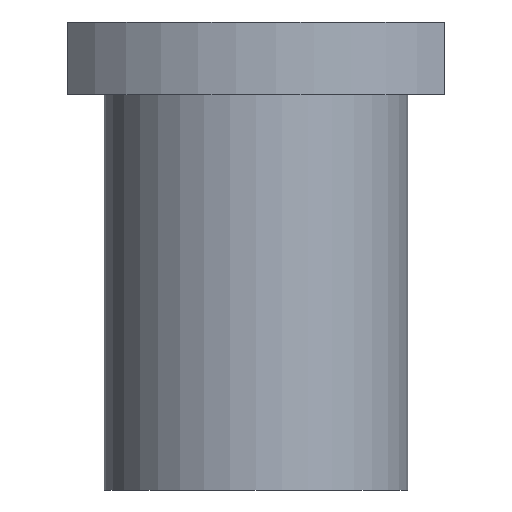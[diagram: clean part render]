
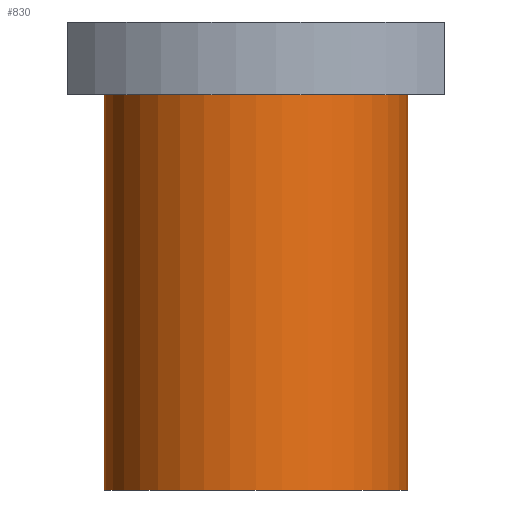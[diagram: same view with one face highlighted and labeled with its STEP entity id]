
A CAD part, front view. The second image highlights one B-rep face of the part: STEP entity #830.
In plain terms, the highlighted cylindrical face has radius 25 mm (diameter 50 mm), a partial arc.
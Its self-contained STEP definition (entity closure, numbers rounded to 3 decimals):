
#16=CARTESIAN_POINT('',(0.,0.,0.));
#17=DIRECTION('',(0.,0.,1.));
#18=DIRECTION('',(-1.,0.,0.));
#19=AXIS2_PLACEMENT_3D('',#16,#17,#18);
#392=DIRECTION('',(0.,0.,1.));
#393=VECTOR('',#392,65.);
#394=CARTESIAN_POINT('',(25.,0.,0.));
#395=LINE('',#394,#393);
#396=CARTESIAN_POINT('',(0.,0.,65.));
#397=DIRECTION('',(0.,0.,1.));
#398=DIRECTION('',(-1.,0.,0.));
#399=AXIS2_PLACEMENT_3D('',#396,#397,#398);
#401=DIRECTION('',(0.,0.,1.));
#402=VECTOR('',#401,65.);
#403=CARTESIAN_POINT('',(-25.,0.,0.));
#404=LINE('',#403,#402);
#493=CARTESIAN_POINT('',(25.,0.,0.));
#494=CARTESIAN_POINT('',(-25.,0.,0.));
#495=VERTEX_POINT('',#493);
#496=VERTEX_POINT('',#494);
#501=CARTESIAN_POINT('',(25.,0.,65.));
#502=CARTESIAN_POINT('',(-25.,0.,65.));
#503=VERTEX_POINT('',#501);
#504=VERTEX_POINT('',#502);
#819=CARTESIAN_POINT('',(0.,0.,0.));
#820=DIRECTION('',(0.,0.,1.));
#821=DIRECTION('',(1.,0.,0.));
#822=AXIS2_PLACEMENT_3D('',#819,#820,#821);
#823=CYLINDRICAL_SURFACE('',#822,25.);
#824=ORIENTED_EDGE('',*,*,#764,.T.);
#825=ORIENTED_EDGE('',*,*,#814,.F.);
#826=ORIENTED_EDGE('',*,*,#588,.F.);
#827=ORIENTED_EDGE('',*,*,#811,.T.);
#828=EDGE_LOOP('',(#824,#825,#826,#827));
#829=FACE_OUTER_BOUND('',#828,.F.);
#830=ADVANCED_FACE('',(#829),#823,.T.);
#20=CIRCLE('',#19,25.);
#400=CIRCLE('',#399,25.);
#588=EDGE_CURVE('',#496,#495,#20,.T.);
#764=EDGE_CURVE('',#504,#503,#400,.T.);
#811=EDGE_CURVE('',#496,#504,#404,.T.);
#814=EDGE_CURVE('',#495,#503,#395,.T.);
